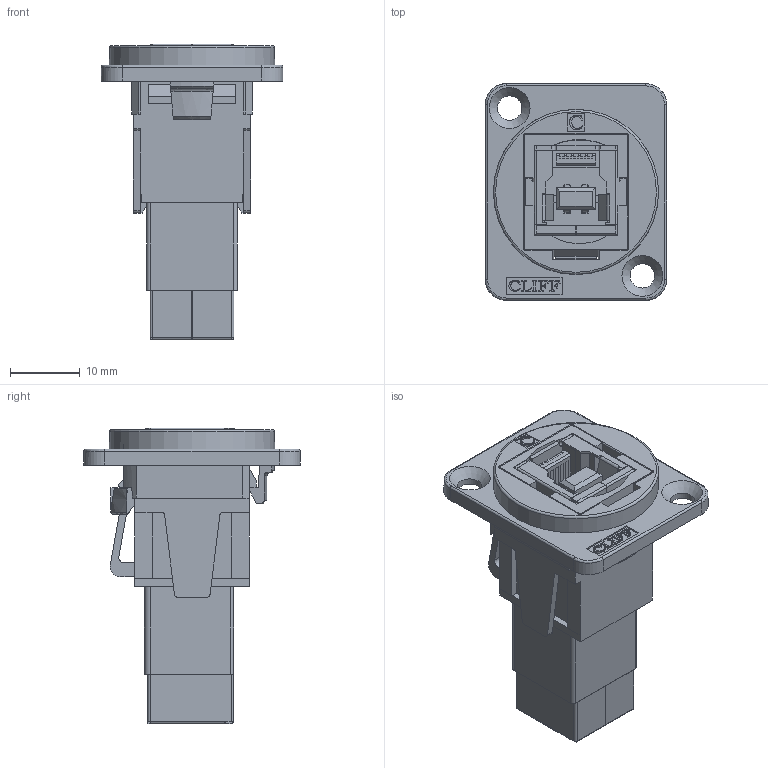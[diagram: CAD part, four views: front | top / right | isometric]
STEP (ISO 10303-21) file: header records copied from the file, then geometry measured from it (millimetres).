
FILE_DESCRIPTION(/* description */ (''),/* implementation_level */ '2;1');
FILE_NAME(/* name */ 'CP30204NMB USB3 B-B.stp',/* time_stamp */ '2025-04-11T12:19:19+01:00',/* author */ ('tottley'),/* organization */ (''),/* preprocessor_version */ 'ST-DEVELOPER v20',/* originating_system */ 'Autodesk Inventor 2025',/* authorisation */ '');
FILE_SCHEMA (('AUTOMOTIVE_DESIGN { 1 0 10303 214 3 1 1 }'));
Products named in the file (1): CP30204N USB3 B-B
Bounding box: 26 x 31 x 42.3 mm (x, y, z)
Volume: 7628.5 mm3; surface area: 11803.9 mm2
Topology: 1 solids, 9 shells, 1709 faces, 5168 edges, 3288 vertices
Faces by surface type: plane 1413, cylinder 199, bspline 77, cone 12, torus 8
Full cylindrical faces by diameter (mm): 3.5 x2
Entity records: 60314 total; most frequent: CARTESIAN_POINT 12286, ORIENTED_EDGE 10336, DIRECTION 8747, EDGE_CURVE 5168, LINE 4535, VECTOR 4535, VERTEX_POINT 3288, AXIS2_PLACEMENT_3D 2106
